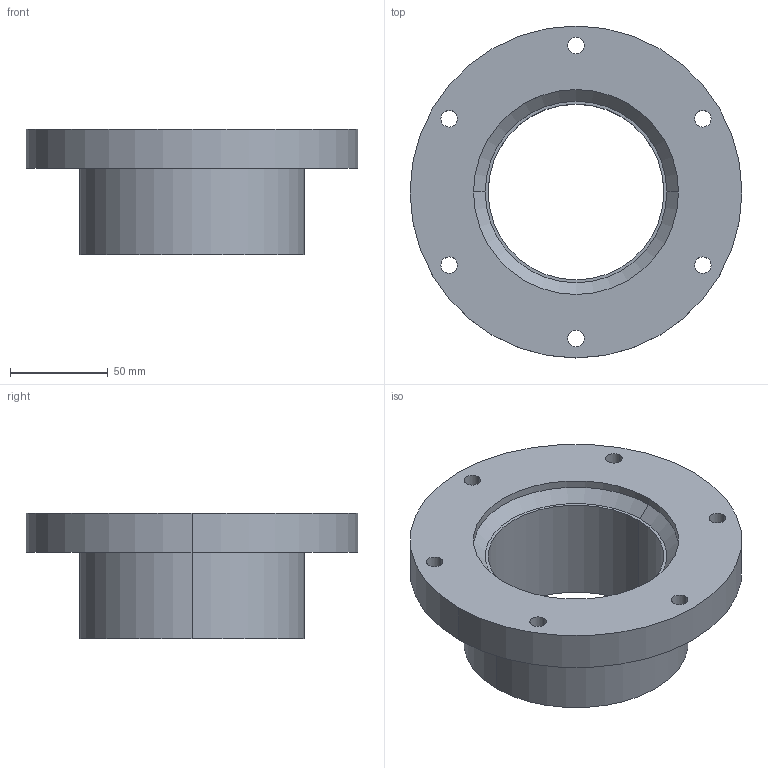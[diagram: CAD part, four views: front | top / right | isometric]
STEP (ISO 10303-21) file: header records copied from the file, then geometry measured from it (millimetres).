
FILE_DESCRIPTION (( 'STEP AP214' ), '1' );
FILE_NAME ('Palier central_Tonneau amovible.STEP', '2023-05-30T16:05:11', ( '' ), ( '' ), 'SwSTEP 2.0', 'SolidWorks 2023', '' );
FILE_SCHEMA (( 'AUTOMOTIVE_DESIGN' ));
Length unit declared in the file: millimetre
Products named in the file (1): Palier central_Tonneau amovible
Bounding box: 170 x 170 x 64.5 mm (x, y, z)
Volume: 481774.6 mm3; surface area: 79456.5 mm2
Topology: 1 solids, 1 shells, 26 faces, 64 edges, 42 vertices
Faces by surface type: cylinder 20, plane 4, cone 2
Entity records: 845 total; most frequent: DIRECTION 160, CARTESIAN_POINT 133, ORIENTED_EDGE 128, AXIS2_PLACEMENT_3D 69, EDGE_CURVE 64, EDGE_LOOP 42, VERTEX_POINT 42, CIRCLE 42
